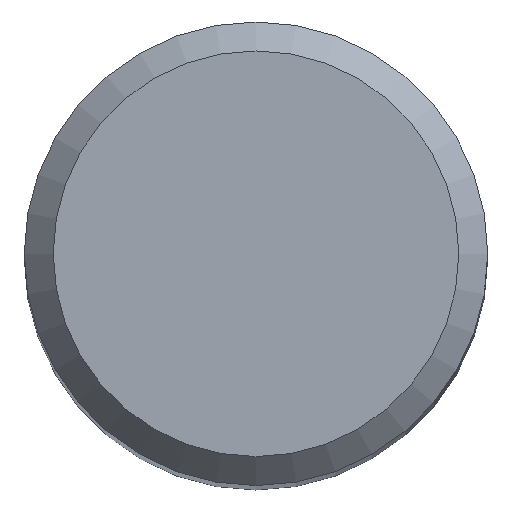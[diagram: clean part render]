
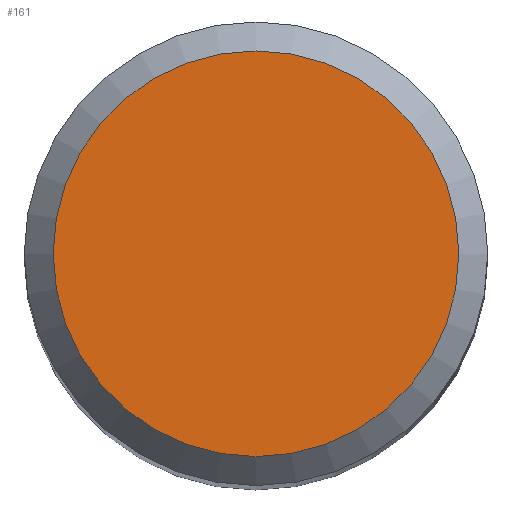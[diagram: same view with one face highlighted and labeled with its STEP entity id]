
A CAD part, top view. The second image highlights one B-rep face of the part: STEP entity #161.
In plain terms, the highlighted planar face has unit normal (0, 0, 1).
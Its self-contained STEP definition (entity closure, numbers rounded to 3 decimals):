
#5 = EDGE_LOOP ( 'NONE', ( #17 ) ) ;
#17 = ORIENTED_EDGE ( 'NONE', *, *, #174, .F. ) ;
#32 = VERTEX_POINT ( 'NONE', #37 ) ;
#37 = CARTESIAN_POINT ( 'NONE',  ( 0., 3.5, 63. ) ) ;
#49 = PLANE ( 'NONE',  #182 ) ;
#61 = CARTESIAN_POINT ( 'NONE',  ( 0., 0., 63. ) ) ;
#70 = AXIS2_PLACEMENT_3D ( 'NONE', #156, #139, #220 ) ;
#129 = DIRECTION ( 'NONE',  ( 0., 1., 0. ) ) ;
#139 = DIRECTION ( 'NONE',  ( 0., 0., -1. ) ) ;
#156 = CARTESIAN_POINT ( 'NONE',  ( 0., 0., 63. ) ) ;
#161 = ADVANCED_FACE ( 'NONE', ( #199 ), #49, .F. ) ;
#174 = EDGE_CURVE ( 'NONE', #32, #32, #178, .T. ) ;
#178 = CIRCLE ( 'NONE', #70, 3.5 ) ;
#182 = AXIS2_PLACEMENT_3D ( 'NONE', #61, #221, #129 ) ;
#199 = FACE_OUTER_BOUND ( 'NONE', #5, .T. ) ;
#220 = DIRECTION ( 'NONE',  ( 0., 1., 0. ) ) ;
#221 = DIRECTION ( 'NONE',  ( 0., 0., -1. ) ) ;
